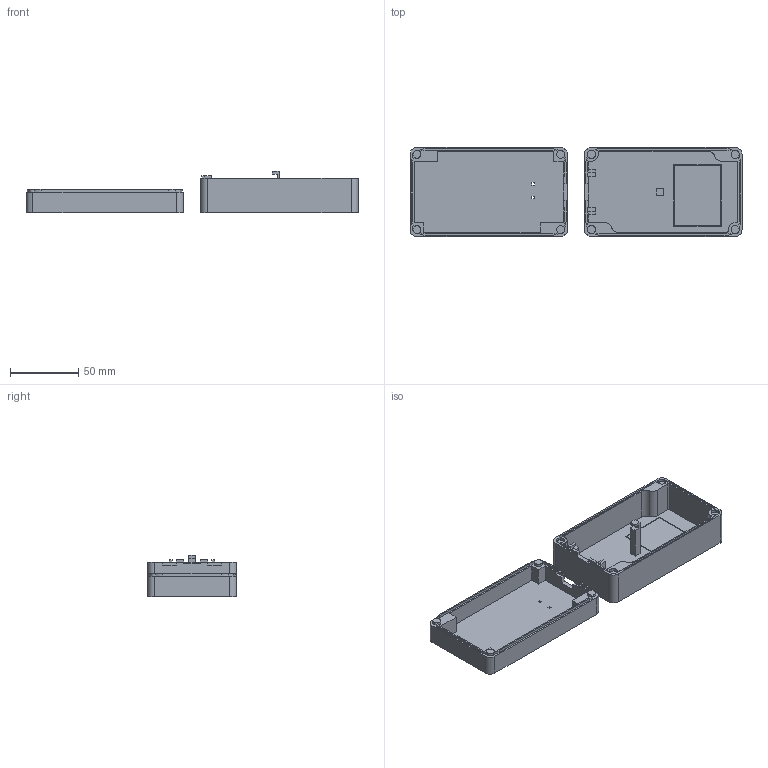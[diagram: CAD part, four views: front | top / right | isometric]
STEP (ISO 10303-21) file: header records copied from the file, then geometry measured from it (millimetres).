
FILE_DESCRIPTION(('FreeCAD Model'),'2;1');
FILE_NAME('Open CASCADE Shape Model','2025-06-02T22:26:18',(''),(''), 'Open CASCADE STEP processor 7.8','FreeCAD','Unknown');
FILE_SCHEMA(('AUTOMOTIVE_DESIGN { 1 0 10303 214 1 1 1 1 }'));
Length unit declared in the file: millimetre
Products named in the file (3): QuakeCord_case; cap; case
Assembly tree (2 placements, depth 2):
  QuakeCord_case
    cap
    case
Bounding box: 242.5 x 65 x 30 mm (x, y, z)
Volume: 79772.4 mm3; surface area: 59456 mm2
Topology: 2 solids, 2 shells, 188 faces, 549 edges, 368 vertices
Faces by surface type: plane 119, cylinder 67, bspline 2
Entity records: 6427 total; most frequent: CARTESIAN_POINT 1236, ORIENTED_EDGE 1098, DIRECTION 1067, EDGE_CURVE 549, LINE 393, VECTOR 393, VERTEX_POINT 368, AXIS2_PLACEMENT_3D 337
